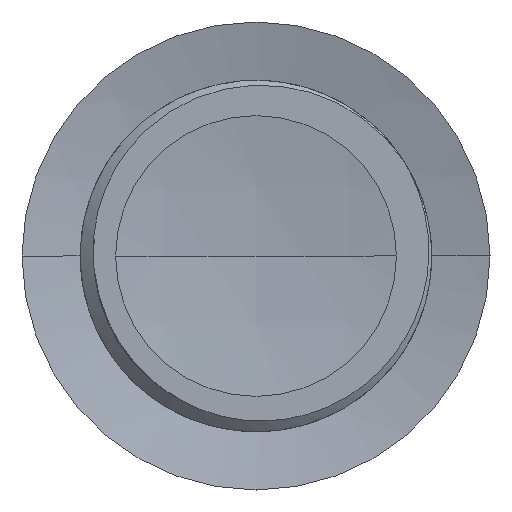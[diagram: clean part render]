
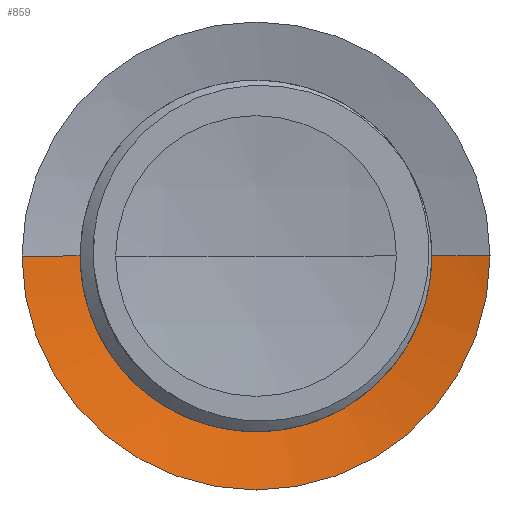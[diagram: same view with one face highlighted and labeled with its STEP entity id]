
A CAD part, front view. The second image highlights one B-rep face of the part: STEP entity #859.
In plain terms, the highlighted spherical face has radius 48 mm.
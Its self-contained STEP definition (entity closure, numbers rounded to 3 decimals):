
#75 = CARTESIAN_POINT ( 'NONE',  ( -9.234, 6.603, 0. ) ) ;
#86 = B_SPLINE_CURVE_WITH_KNOTS ( 'NONE', 3,
 ( #2110, #285, #2514, #1078, #685, #485, #1508, #2123, #1683, #1299, #2487, #297 ),
 .UNSPECIFIED., .F., .F.,
 ( 4, 2, 2, 2, 2, 4 ),
 ( 0., 0.002, 0.004, 0.007, 0.008, 0.009 ),
 .UNSPECIFIED. ) ;
#88 = CARTESIAN_POINT ( 'NONE',  ( -9.223, 6.606, -0.298 ) ) ;
#113 = CARTESIAN_POINT ( 'NONE',  ( 12.5, 5.844, 0. ) ) ;
#157 = AXIS2_PLACEMENT_3D ( 'NONE', #1472, #870, #2060 ) ;
#233 = CARTESIAN_POINT ( 'NONE',  ( -3.879, 6.678, -7.957 ) ) ;
#245 = CIRCLE ( 'NONE', #903, 12.5 ) ;
#285 = CARTESIAN_POINT ( 'NONE',  ( 7.135, 6.712, -4.971 ) ) ;
#297 = CARTESIAN_POINT ( 'NONE',  ( 0.187, 6.708, -8.682 ) ) ;
#349 = EDGE_CURVE ( 'NONE', #356, #1482, #1141, .T. ) ;
#356 = VERTEX_POINT ( 'NONE', #1922 ) ;
#371 = CARTESIAN_POINT ( 'NONE',  ( 7.522, 6.708, -4.339 ) ) ;
#392 = EDGE_CURVE ( 'NONE', #2565, #356, #86, .T. ) ;
#471 = CARTESIAN_POINT ( 'NONE',  ( -9.197, 6.608, -0.598 ) ) ;
#482 = VERTEX_POINT ( 'NONE', #1103 ) ;
#485 = CARTESIAN_POINT ( 'NONE',  ( 3.755, 6.718, -7.804 ) ) ;
#504 = EDGE_CURVE ( 'NONE', #482, #2565, #533, .T. ) ;
#533 = B_SPLINE_CURVE_WITH_KNOTS ( 'NONE', 3,
 ( #1877, #1894, #1664, #1680, #1851, #1455, #1074, #851 ),
 .UNSPECIFIED., .F., .F.,
 ( 4, 2, 2, 4 ),
 ( 0.025, 0.026, 0.027, 0.029 ),
 .UNSPECIFIED. ) ;
#549 = DIRECTION ( 'NONE',  ( -1., 0., 0. ) ) ;
#607 = CIRCLE ( 'NONE', #1930, 48. ) ;
#643 = CARTESIAN_POINT ( 'NONE',  ( -1.008, 6.7, -8.691 ) ) ;
#659 = ORIENTED_EDGE ( 'NONE', *, *, #1048, .F. ) ;
#673 = CARTESIAN_POINT ( 'NONE',  ( -9.01, 6.616, -1.769 ) ) ;
#685 = CARTESIAN_POINT ( 'NONE',  ( 5.032, 6.717, -7.053 ) ) ;
#711 = ORIENTED_EDGE ( 'NONE', *, *, #504, .T. ) ;
#752 = DIRECTION ( 'NONE',  ( 0., 1., 0. ) ) ;
#806 = DIRECTION ( 'NONE',  ( 0., 0., -1. ) ) ;
#851 = CARTESIAN_POINT ( 'NONE',  ( 7.522, 6.708, -4.339 ) ) ;
#859 = ADVANCED_FACE ( 'NONE', ( #1700 ), #2492, .F. ) ;
#869 = CARTESIAN_POINT ( 'NONE',  ( -7.873, 6.639, -4.506 ) ) ;
#870 = DIRECTION ( 'NONE',  ( 0., 0., 1. ) ) ;
#880 = CARTESIAN_POINT ( 'NONE',  ( -6.782, 6.652, -5.921 ) ) ;
#892 = CARTESIAN_POINT ( 'NONE',  ( -7.181, 6.648, -5.468 ) ) ;
#903 = AXIS2_PLACEMENT_3D ( 'NONE', #2567, #752, #549 ) ;
#1048 = EDGE_CURVE ( 'NONE', #2378, #1482, #607, .T. ) ;
#1074 = CARTESIAN_POINT ( 'NONE',  ( 7.923, 6.704, -3.682 ) ) ;
#1078 = CARTESIAN_POINT ( 'NONE',  ( 5.622, 6.717, -6.598 ) ) ;
#1090 = CARTESIAN_POINT ( 'NONE',  ( -8.846, 6.621, -2.338 ) ) ;
#1103 = CARTESIAN_POINT ( 'NONE',  ( 8.799, 6.687, 0. ) ) ;
#1141 = B_SPLINE_CURVE_WITH_KNOTS ( 'NONE', 3,
 ( #1229, #1419, #643, #1459, #2266, #2230, #233, #1897, #1696, #2096, #2501, #880, #892, #869, #1284, #1707, #1496, #1090, #673, #2292, #471, #88, #1485 ),
 .UNSPECIFIED., .F., .F.,
 ( 4, 2, 2, 2, 2, 2, 2, 2, 2, 1, 2, 4 ),
 ( 0., 0.002, 0.004, 0.004, 0.005, 0.007, 0.009, 0.011, 0.012, 0.013, 0.013, 0.014 ),
 .UNSPECIFIED. ) ;
#1181 = ORIENTED_EDGE ( 'NONE', *, *, #2005, .F. ) ;
#1201 = DIRECTION ( 'NONE',  ( -1., 0., 0. ) ) ;
#1229 = CARTESIAN_POINT ( 'NONE',  ( 0.187, 6.708, -8.682 ) ) ;
#1284 = CARTESIAN_POINT ( 'NONE',  ( -8.171, 6.634, -3.994 ) ) ;
#1299 = CARTESIAN_POINT ( 'NONE',  ( 0.92, 6.712, -8.62 ) ) ;
#1419 = CARTESIAN_POINT ( 'NONE',  ( -0.412, 6.704, -8.717 ) ) ;
#1455 = CARTESIAN_POINT ( 'NONE',  ( 8.231, 6.701, -2.987 ) ) ;
#1459 = CARTESIAN_POINT ( 'NONE',  ( -2.193, 6.691, -8.518 ) ) ;
#1472 = CARTESIAN_POINT ( 'NONE',  ( 0., -40.5, 0. ) ) ;
#1482 = VERTEX_POINT ( 'NONE', #75 ) ;
#1483 = EDGE_CURVE ( 'NONE', #1598, #482, #2431, .T. ) ;
#1485 = CARTESIAN_POINT ( 'NONE',  ( -9.234, 6.603, 0. ) ) ;
#1496 = CARTESIAN_POINT ( 'NONE',  ( -8.654, 6.625, -2.899 ) ) ;
#1508 = CARTESIAN_POINT ( 'NONE',  ( 3.071, 6.718, -8.1 ) ) ;
#1588 = AXIS2_PLACEMENT_3D ( 'NONE', #1711, #1889, #2323 ) ;
#1598 = VERTEX_POINT ( 'NONE', #113 ) ;
#1664 = CARTESIAN_POINT ( 'NONE',  ( 8.756, 6.69, -0.757 ) ) ;
#1680 = CARTESIAN_POINT ( 'NONE',  ( 8.639, 6.694, -1.509 ) ) ;
#1683 = CARTESIAN_POINT ( 'NONE',  ( 1.645, 6.715, -8.497 ) ) ;
#1696 = CARTESIAN_POINT ( 'NONE',  ( -4.681, 6.671, -7.555 ) ) ;
#1700 = FACE_OUTER_BOUND ( 'NONE', #2184, .T. ) ;
#1707 = CARTESIAN_POINT ( 'NONE',  ( -8.543, 6.628, -3.178 ) ) ;
#1711 = CARTESIAN_POINT ( 'NONE',  ( 0., -40.5, 0. ) ) ;
#1802 = CARTESIAN_POINT ( 'NONE',  ( 0., -40.5, 0. ) ) ;
#1851 = CARTESIAN_POINT ( 'NONE',  ( 8.555, 6.695, -1.885 ) ) ;
#1877 = CARTESIAN_POINT ( 'NONE',  ( 8.799, 6.687, 0. ) ) ;
#1889 = DIRECTION ( 'NONE',  ( 0., 0., 1. ) ) ;
#1894 = CARTESIAN_POINT ( 'NONE',  ( 8.79, 6.688, -0.379 ) ) ;
#1897 = CARTESIAN_POINT ( 'NONE',  ( -4.416, 6.673, -7.699 ) ) ;
#1922 = CARTESIAN_POINT ( 'NONE',  ( 0.187, 6.708, -8.682 ) ) ;
#1930 = AXIS2_PLACEMENT_3D ( 'NONE', #1802, #806, #1201 ) ;
#2005 = EDGE_CURVE ( 'NONE', #1598, #2378, #245, .T. ) ;
#2060 = DIRECTION ( 'NONE',  ( 1., 0., 0. ) ) ;
#2096 = CARTESIAN_POINT ( 'NONE',  ( -5.443, 6.664, -7.089 ) ) ;
#2110 = CARTESIAN_POINT ( 'NONE',  ( 7.522, 6.708, -4.339 ) ) ;
#2123 = CARTESIAN_POINT ( 'NONE',  ( 2.006, 6.716, -8.414 ) ) ;
#2184 = EDGE_LOOP ( 'NONE', ( #1181, #2252, #711, #2589, #2301, #659 ) ) ;
#2186 = CARTESIAN_POINT ( 'NONE',  ( -12.5, 5.844, 0. ) ) ;
#2230 = CARTESIAN_POINT ( 'NONE',  ( -3.606, 6.68, -8.071 ) ) ;
#2252 = ORIENTED_EDGE ( 'NONE', *, *, #1483, .T. ) ;
#2266 = CARTESIAN_POINT ( 'NONE',  ( -2.771, 6.687, -8.373 ) ) ;
#2292 = CARTESIAN_POINT ( 'NONE',  ( -9.118, 6.612, -1.187 ) ) ;
#2301 = ORIENTED_EDGE ( 'NONE', *, *, #349, .T. ) ;
#2323 = DIRECTION ( 'NONE',  ( -1., 0., 0. ) ) ;
#2378 = VERTEX_POINT ( 'NONE', #2186 ) ;
#2431 = CIRCLE ( 'NONE', #157, 48. ) ;
#2487 = CARTESIAN_POINT ( 'NONE',  ( 0.554, 6.711, -8.66 ) ) ;
#2492 = SPHERICAL_SURFACE ( 'NONE', #1588, 48. ) ;
#2501 = CARTESIAN_POINT ( 'NONE',  ( -5.913, 6.66, -6.731 ) ) ;
#2514 = CARTESIAN_POINT ( 'NONE',  ( 6.675, 6.714, -5.556 ) ) ;
#2565 = VERTEX_POINT ( 'NONE', #371 ) ;
#2567 = CARTESIAN_POINT ( 'NONE',  ( 0., 5.844, 0. ) ) ;
#2589 = ORIENTED_EDGE ( 'NONE', *, *, #392, .T. ) ;
